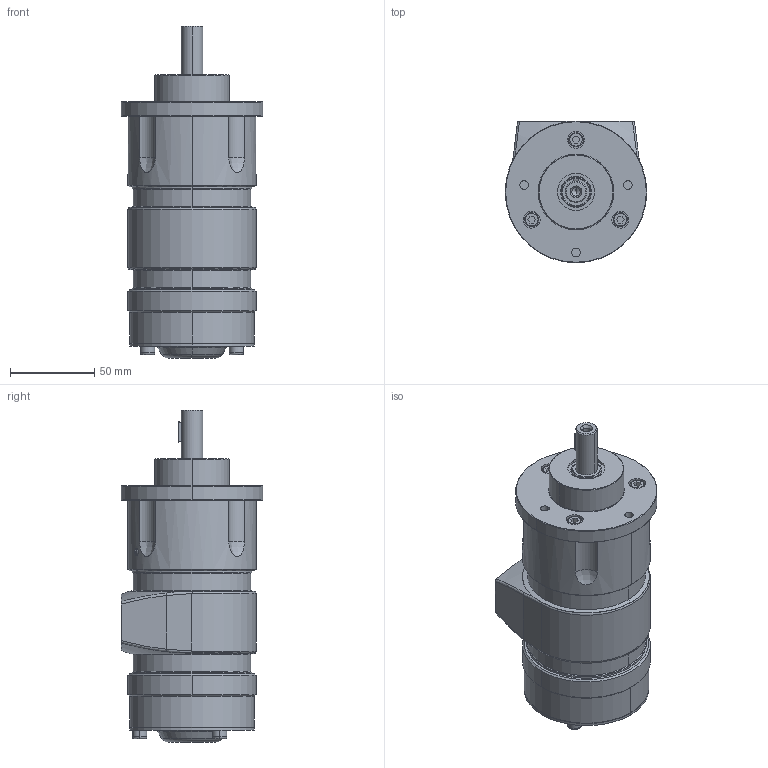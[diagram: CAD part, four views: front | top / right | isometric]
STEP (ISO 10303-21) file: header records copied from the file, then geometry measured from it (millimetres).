
FILE_DESCRIPTION((''),'2;1');
FILE_NAME('8411101150_SW0001','2024-03-01T00:51:45',('INEdipo'),(''),'CREO PARAMETRIC BY PTC INC, 2022414','CREO PARAMETRIC BY PTC INC, 2022414','');
FILE_SCHEMA(('AP242_MANAGED_MODEL_BASED_3D_ENGINEERING_MIM_LF { 1 0 10303 442 1 1 4 }'));
Length unit declared in the file: inch
Products named in the file (1): 8411101150_SW0001
Bounding box: 84 x 84 x 197 mm (x, y, z)
Volume: 692269.9 mm3; surface area: 61899.3 mm2
Topology: 3 solids, 3 shells, 336 faces, 804 edges, 495 vertices
Faces by surface type: cylinder 113, plane 101, cone 64, torus 26, bspline 20, sphere 12
Entity records: 15252 total; most frequent: CARTESIAN_POINT 4773, DIRECTION 1657, ORIENTED_EDGE 1570, EDGE_CURVE 785, AXIS2_PLACEMENT_3D 670, VERTEX_POINT 495, FILL_AREA_STYLE_COLOUR 403, FILL_AREA_STYLE 403
